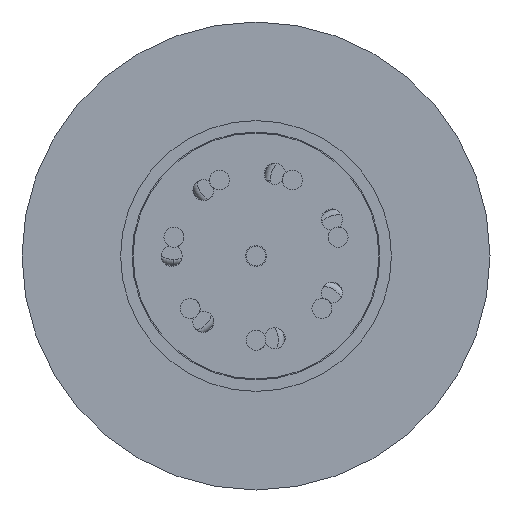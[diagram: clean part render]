
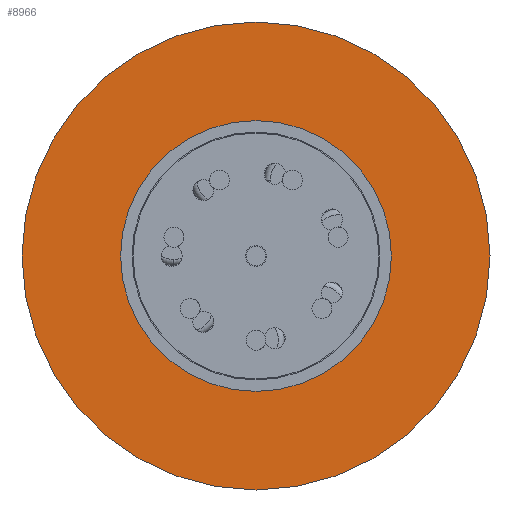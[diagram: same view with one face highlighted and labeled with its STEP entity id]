
A CAD part, front view. The second image highlights one B-rep face of the part: STEP entity #8966.
In plain terms, the highlighted planar face has unit normal (0, -1, 0).
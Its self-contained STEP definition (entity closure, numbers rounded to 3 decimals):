
#77 = CARTESIAN_POINT ( 'NONE',  ( 0., -12.7, 0. ) ) ;
#550 = CIRCLE ( 'NONE', #4589, 8.674 ) ;
#604 = DIRECTION ( 'NONE',  ( 0., 1., 0. ) ) ;
#780 = DIRECTION ( 'NONE',  ( 0., 0., -1. ) ) ;
#1115 = CARTESIAN_POINT ( 'NONE',  ( 0., -12.7, 8.674 ) ) ;
#1532 = CARTESIAN_POINT ( 'NONE',  ( 0., -12.7, 0. ) ) ;
#2082 = EDGE_CURVE ( 'NONE', #6874, #5936, #2234, .T. ) ;
#2234 = CIRCLE ( 'NONE', #3297, 14.986 ) ;
#2245 = DIRECTION ( 'NONE',  ( 0., 0., -1. ) ) ;
#2319 = EDGE_CURVE ( 'NONE', #5936, #6874, #5873, .T. ) ;
#2375 = VERTEX_POINT ( 'NONE', #1115 ) ;
#2633 = CARTESIAN_POINT ( 'NONE',  ( 0., -12.7, -14.986 ) ) ;
#2880 = EDGE_CURVE ( 'NONE', #8319, #2375, #5415, .T. ) ;
#3161 = FACE_OUTER_BOUND ( 'NONE', #9095, .T. ) ;
#3297 = AXIS2_PLACEMENT_3D ( 'NONE', #77, #5016, #780 ) ;
#3316 = DIRECTION ( 'NONE',  ( 0., -1., 0. ) ) ;
#3573 = EDGE_CURVE ( 'NONE', #2375, #8319, #550, .T. ) ;
#3935 = DIRECTION ( 'NONE',  ( 0., 1., 0. ) ) ;
#4589 = AXIS2_PLACEMENT_3D ( 'NONE', #7521, #3316, #8232 ) ;
#4614 = CARTESIAN_POINT ( 'NONE',  ( 0., -12.7, -8.674 ) ) ;
#5016 = DIRECTION ( 'NONE',  ( 0., 1., 0. ) ) ;
#5415 = CIRCLE ( 'NONE', #7929, 8.674 ) ;
#5486 = AXIS2_PLACEMENT_3D ( 'NONE', #8141, #3935, #8850 ) ;
#5540 = DIRECTION ( 'NONE',  ( 0., 0., 1. ) ) ;
#5568 = ORIENTED_EDGE ( 'NONE', *, *, #2082, .F. ) ;
#5694 = ORIENTED_EDGE ( 'NONE', *, *, #3573, .F. ) ;
#5802 = ORIENTED_EDGE ( 'NONE', *, *, #2319, .F. ) ;
#5873 = CIRCLE ( 'NONE', #5486, 14.986 ) ;
#5936 = VERTEX_POINT ( 'NONE', #2633 ) ;
#6470 = DIRECTION ( 'NONE',  ( 0., -1., 0. ) ) ;
#6688 = FACE_BOUND ( 'NONE', #8630, .T. ) ;
#6874 = VERTEX_POINT ( 'NONE', #7668 ) ;
#7521 = CARTESIAN_POINT ( 'NONE',  ( 0., -12.7, 0. ) ) ;
#7668 = CARTESIAN_POINT ( 'NONE',  ( 0., -12.7, 14.986 ) ) ;
#7929 = AXIS2_PLACEMENT_3D ( 'NONE', #1532, #6470, #2245 ) ;
#8141 = CARTESIAN_POINT ( 'NONE',  ( 0., -12.7, 0. ) ) ;
#8232 = DIRECTION ( 'NONE',  ( 0., 0., -1. ) ) ;
#8319 = VERTEX_POINT ( 'NONE', #4614 ) ;
#8344 = PLANE ( 'NONE',  #8387 ) ;
#8349 = ORIENTED_EDGE ( 'NONE', *, *, #2880, .F. ) ;
#8387 = AXIS2_PLACEMENT_3D ( 'NONE', #9039, #604, #5540 ) ;
#8630 = EDGE_LOOP ( 'NONE', ( #8349, #5694 ) ) ;
#8850 = DIRECTION ( 'NONE',  ( 0., 0., -1. ) ) ;
#8966 = ADVANCED_FACE ( 'NONE', ( #3161, #6688 ), #8344, .F. ) ;
#9039 = CARTESIAN_POINT ( 'NONE',  ( -14.986, -12.7, 0. ) ) ;
#9095 = EDGE_LOOP ( 'NONE', ( #5802, #5568 ) ) ;
